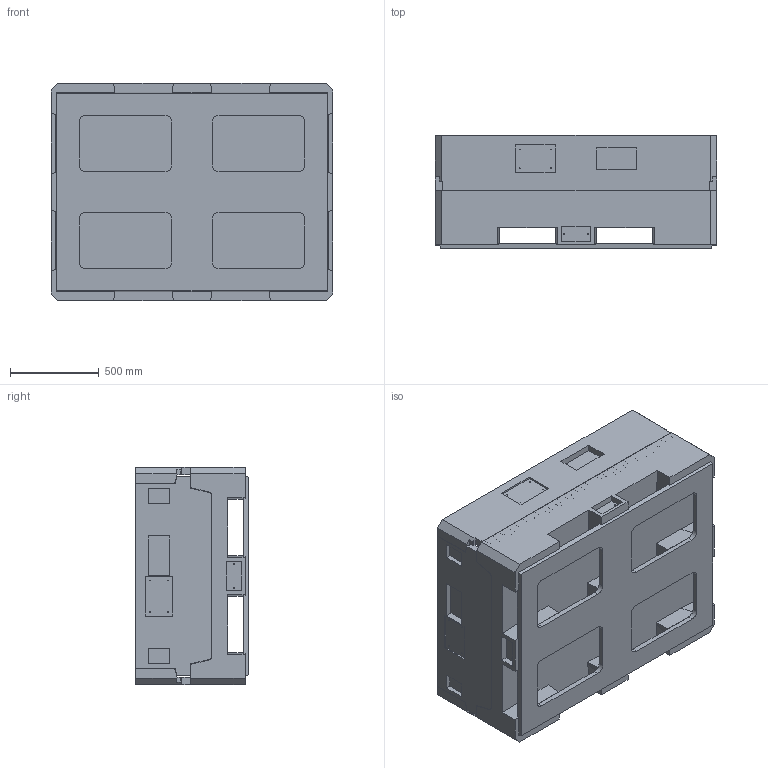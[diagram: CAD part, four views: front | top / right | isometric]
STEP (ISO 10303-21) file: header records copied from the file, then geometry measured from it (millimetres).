
FILE_DESCRIPTION((''),'2;1');
FILE_NAME('138716WSM_ASM','2025-06-20T15:14:22',('SYSTEM'),(''),'CREO PARAMETRIC BY PTC INC, 2023294','CREO PARAMETRIC BY PTC INC, 2023294','');
FILE_SCHEMA(('CONFIG_CONTROL_DESIGN'));
Length unit declared in the file: inch
Products named in the file (6): 86064SM; 86070SM; 86071SM; 86077SM; 86082SM; 138716WSM_ASM
Assembly tree (6 placements, depth 2):
  138716WSM_ASM
    86064SM
    86070SM
    86071SM
    86077SM  x2
    86082SM
Bounding box: 1587.5 x 634.77 x 1225.55 mm (x, y, z)
Volume: 223498185.6 mm3; surface area: 13370475 mm2
Topology: 8 solids, 8 shells, 1008 faces, 2941 edges, 2031 vertices
Faces by surface type: plane 786, cylinder 218, extrusion 4
Entity records: 30208 total; most frequent: CARTESIAN_POINT 7321, ORIENTED_EDGE 4952, DIRECTION 4303, EDGE_CURVE 2476, VECTOR 2141, LINE 2137, VERTEX_POINT 1650, AXIS2_PLACEMENT_3D 1081
